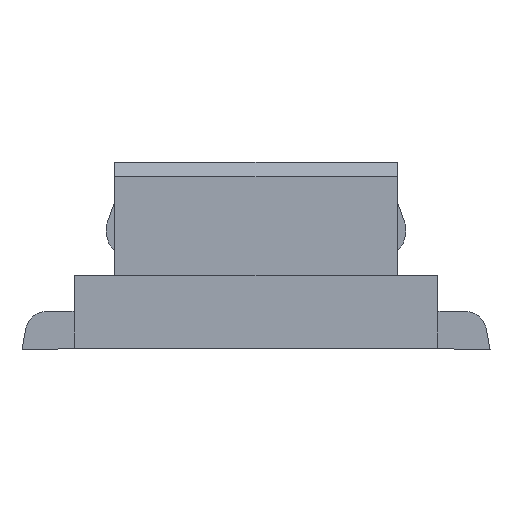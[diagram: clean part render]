
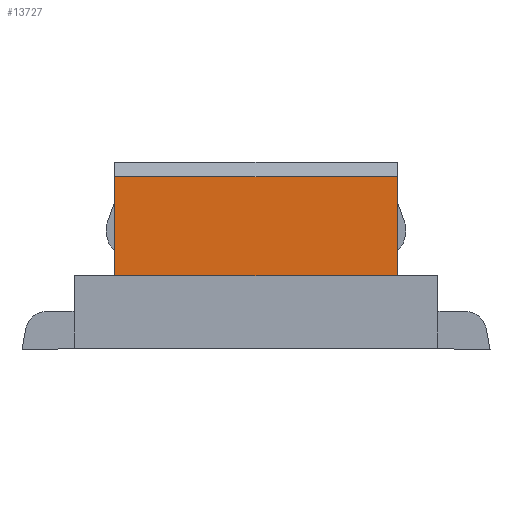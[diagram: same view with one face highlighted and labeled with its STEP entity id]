
A CAD part, left-side view. The second image highlights one B-rep face of the part: STEP entity #13727.
In plain terms, the highlighted planar face has unit normal (-1, 0, 0).
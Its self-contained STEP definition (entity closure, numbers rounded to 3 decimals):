
#2575=DIRECTION('',(0.,0.,1.));
#2576=VECTOR('',#2575,0.68);
#2577=CARTESIAN_POINT('',(1.025,0.638,
-0.78));
#2578=LINE('',#2577,#2576);
#2615=DIRECTION('',(0.,1.,0.));
#2616=VECTOR('',#2615,0.45);
#2617=CARTESIAN_POINT('',(1.025,2.138,
-0.78));
#2618=LINE('',#2617,#2616);
#2623=DIRECTION('',(0.,1.,0.));
#2624=VECTOR('',#2623,0.45);
#2625=CARTESIAN_POINT('',(1.025,0.638,
-0.78));
#2626=LINE('',#2625,#2624);
#2655=DIRECTION('',(0.,0.,1.));
#2656=VECTOR('',#2655,0.68);
#2657=CARTESIAN_POINT('',(1.025,2.588,
-0.78));
#2658=LINE('',#2657,#2656);
#2687=DIRECTION('',(0.,0.,1.));
#2688=VECTOR('',#2687,0.5);
#2689=CARTESIAN_POINT('',(1.025,2.138,-1.28));
#2690=LINE('',#2689,#2688);
#2691=DIRECTION('',(0.,1.,0.));
#2692=VECTOR('',#2691,1.05);
#2693=CARTESIAN_POINT('',(1.025,1.088,-1.28));
#2694=LINE('',#2693,#2692);
#2711=DIRECTION('',(0.,0.,-1.));
#2712=VECTOR('',#2711,0.5);
#2713=CARTESIAN_POINT('',(1.025,1.088,
-0.78));
#2714=LINE('',#2713,#2712);
#2727=DIRECTION('',(0.,1.,0.));
#2728=VECTOR('',#2727,1.95);
#2729=CARTESIAN_POINT('',(1.025,0.637,
-0.1));
#2730=LINE('',#2729,#2728);
#9313=CARTESIAN_POINT('',(1.025,2.138,-1.28));
#9315=VERTEX_POINT('',#9313);
#9319=CARTESIAN_POINT('',(1.025,1.088,-1.28));
#9320=VERTEX_POINT('',#9319);
#9321=CARTESIAN_POINT('',(1.025,2.138,
-0.78));
#9322=VERTEX_POINT('',#9321);
#9325=CARTESIAN_POINT('',(1.025,1.088,
-0.78));
#9326=VERTEX_POINT('',#9325);
#9327=CARTESIAN_POINT('',(1.025,0.638,
-0.78));
#9328=VERTEX_POINT('',#9327);
#9329=CARTESIAN_POINT('',(1.025,0.637,
-0.1));
#9330=VERTEX_POINT('',#9329);
#9331=CARTESIAN_POINT('',(1.025,2.588,
-0.1));
#9332=VERTEX_POINT('',#9331);
#9333=CARTESIAN_POINT('',(1.025,2.588,
-0.78));
#9334=VERTEX_POINT('',#9333);
#13709=CARTESIAN_POINT('',(1.025,1.613,-0.69));
#13710=DIRECTION('',(1.,0.,0.));
#13711=DIRECTION('',(0.,-1.,0.));
#13712=AXIS2_PLACEMENT_3D('',#13709,#13710,#13711);
#13713=PLANE('',#13712);
#13715=ORIENTED_EDGE('',*,*,#13714,.T.);
#13716=ORIENTED_EDGE('',*,*,#13643,.T.);
#13717=ORIENTED_EDGE('',*,*,#13690,.T.);
#13719=ORIENTED_EDGE('',*,*,#13718,.F.);
#13720=ORIENTED_EDGE('',*,*,#13575,.F.);
#13721=ORIENTED_EDGE('',*,*,#13651,.T.);
#13723=ORIENTED_EDGE('',*,*,#13722,.T.);
#13724=ORIENTED_EDGE('',*,*,#10617,.T.);
#13725=EDGE_LOOP('',(#13715,#13716,#13717,#13719,#13720,#13721,#13723,#13724));
#13726=FACE_OUTER_BOUND('',#13725,.F.);
#10617=EDGE_CURVE('',#9320,#9315,#2694,.T.);
#13575=EDGE_CURVE('',#9328,#9330,#2578,.T.);
#13643=EDGE_CURVE('',#9322,#9334,#2618,.T.);
#13651=EDGE_CURVE('',#9328,#9326,#2626,.T.);
#13690=EDGE_CURVE('',#9334,#9332,#2658,.T.);
#13714=EDGE_CURVE('',#9315,#9322,#2690,.T.);
#13718=EDGE_CURVE('',#9330,#9332,#2730,.T.);
#13722=EDGE_CURVE('',#9326,#9320,#2714,.T.);
#13727=ADVANCED_FACE('',(#13726),#13713,.F.);
